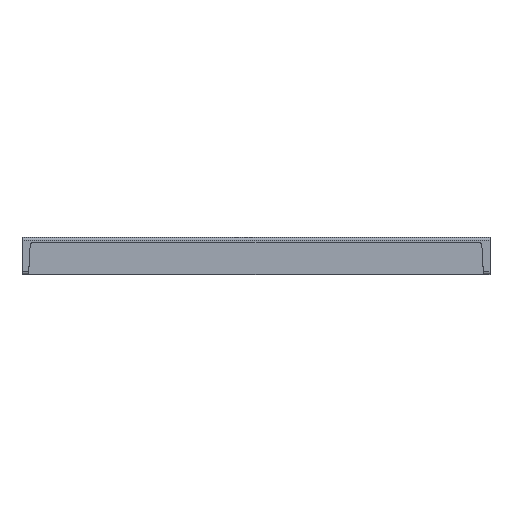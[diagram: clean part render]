
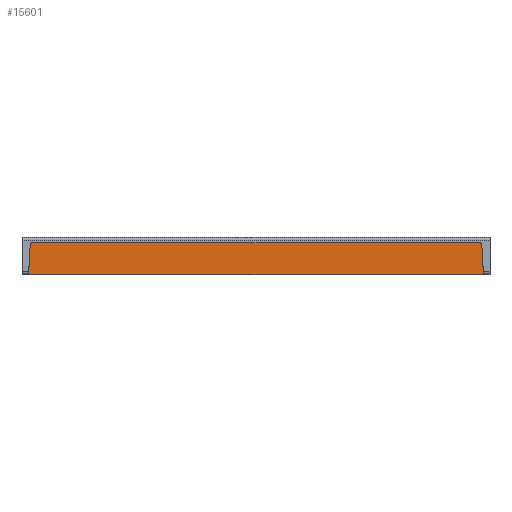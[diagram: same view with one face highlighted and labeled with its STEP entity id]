
A CAD part, top view. The second image highlights one B-rep face of the part: STEP entity #15601.
In plain terms, the highlighted planar face has unit normal (0, 0, 1).
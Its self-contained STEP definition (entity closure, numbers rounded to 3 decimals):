
#15537=AXIS2_PLACEMENT_3D('Circle Axis2P3D',#15535,#15536,$) ;
#15581=AXIS2_PLACEMENT_3D('Plane Axis2P3D',#15578,#15579,#15580) ;
#15585=AXIS2_PLACEMENT_3D('Circle Axis2P3D',#15583,#15584,$) ;
#14983=CARTESIAN_POINT('Line Origine',(14.7,0.,27.752)) ;
#14987=CARTESIAN_POINT('Vertex',(11.65,0.,27.752)) ;
#14989=CARTESIAN_POINT('Vertex',(17.75,0.,27.752)) ;
#14992=CARTESIAN_POINT('Line Origine',(8.6,0.,27.752)) ;
#14996=CARTESIAN_POINT('Vertex',(5.55,0.,27.752)) ;
#14999=CARTESIAN_POINT('Line Origine',(3.025,0.,27.752)) ;
#15003=CARTESIAN_POINT('Vertex',(0.5,0.,27.752)) ;
#15038=CARTESIAN_POINT('Vertex',(35.,0.,27.752)) ;
#15041=CARTESIAN_POINT('Line Origine',(32.475,0.,27.752)) ;
#15045=CARTESIAN_POINT('Vertex',(29.95,0.,27.752)) ;
#15048=CARTESIAN_POINT('Line Origine',(26.9,0.,27.752)) ;
#15052=CARTESIAN_POINT('Vertex',(23.85,0.,27.752)) ;
#15055=CARTESIAN_POINT('Line Origine',(20.8,0.,27.752)) ;
#15238=CARTESIAN_POINT('Vertex',(34.884,2.21,27.752)) ;
#15241=CARTESIAN_POINT('Line Origine',(34.942,1.105,27.752)) ;
#15300=CARTESIAN_POINT('Line Origine',(0.558,1.105,27.752)) ;
#15304=CARTESIAN_POINT('Vertex',(0.616,2.21,27.752)) ;
#15527=CARTESIAN_POINT('Vertex',(0.816,2.4,27.752)) ;
#15535=CARTESIAN_POINT('Axis2P3D Location',(0.816,2.2,27.752)) ;
#15559=CARTESIAN_POINT('Line Origine',(17.75,2.4,27.752)) ;
#15563=CARTESIAN_POINT('Vertex',(34.684,2.4,27.752)) ;
#15578=CARTESIAN_POINT('Axis2P3D Location',(2.5,1.4,27.752)) ;
#15583=CARTESIAN_POINT('Axis2P3D Location',(34.684,2.2,27.752)) ;
#14984=DIRECTION('Vector Direction',(1.,0.,0.)) ;
#14993=DIRECTION('Vector Direction',(1.,0.,0.)) ;
#15000=DIRECTION('Vector Direction',(1.,0.,0.)) ;
#15042=DIRECTION('Vector Direction',(1.,0.,0.)) ;
#15049=DIRECTION('Vector Direction',(1.,0.,0.)) ;
#15056=DIRECTION('Vector Direction',(1.,0.,0.)) ;
#15242=DIRECTION('Vector Direction',(-0.052,0.999,0.)) ;
#15301=DIRECTION('Vector Direction',(0.052,0.999,0.)) ;
#15536=DIRECTION('Axis2P3D Direction',(0.,0.,1.)) ;
#15560=DIRECTION('Vector Direction',(-1.,0.,0.)) ;
#15579=DIRECTION('Axis2P3D Direction',(0.,0.,1.)) ;
#15580=DIRECTION('Axis2P3D XDirection',(1.,0.,0.)) ;
#15584=DIRECTION('Axis2P3D Direction',(0.,0.,1.)) ;
#14985=VECTOR('Line Direction',#14984,1.) ;
#14994=VECTOR('Line Direction',#14993,1.) ;
#15001=VECTOR('Line Direction',#15000,1.) ;
#15043=VECTOR('Line Direction',#15042,1.) ;
#15050=VECTOR('Line Direction',#15049,1.) ;
#15057=VECTOR('Line Direction',#15056,1.) ;
#15243=VECTOR('Line Direction',#15242,1.) ;
#15302=VECTOR('Line Direction',#15301,1.) ;
#15561=VECTOR('Line Direction',#15560,1.) ;
#15589=ORIENTED_EDGE('',*,*,#15059,.T.) ;
#15590=ORIENTED_EDGE('',*,*,#15054,.T.) ;
#15591=ORIENTED_EDGE('',*,*,#15047,.T.) ;
#15592=ORIENTED_EDGE('',*,*,#15245,.F.) ;
#15593=ORIENTED_EDGE('',*,*,#15587,.F.) ;
#15594=ORIENTED_EDGE('',*,*,#15565,.F.) ;
#15595=ORIENTED_EDGE('',*,*,#15539,.T.) ;
#15596=ORIENTED_EDGE('',*,*,#15306,.T.) ;
#15597=ORIENTED_EDGE('',*,*,#15005,.T.) ;
#15598=ORIENTED_EDGE('',*,*,#14998,.T.) ;
#15599=ORIENTED_EDGE('',*,*,#14991,.T.) ;
#15601=ADVANCED_FACE('ZQV_KU',(#15600),#15582,.T.) ;
#15538=CIRCLE('generated circle',#15537,0.2) ;
#15586=CIRCLE('generated circle',#15585,0.2) ;
#14991=EDGE_CURVE('',#14988,#14990,#14986,.T.) ;
#14998=EDGE_CURVE('',#14997,#14988,#14995,.T.) ;
#15005=EDGE_CURVE('',#15004,#14997,#15002,.T.) ;
#15047=EDGE_CURVE('',#15046,#15039,#15044,.T.) ;
#15054=EDGE_CURVE('',#15053,#15046,#15051,.T.) ;
#15059=EDGE_CURVE('',#14990,#15053,#15058,.T.) ;
#15245=EDGE_CURVE('',#15239,#15039,#15244,.F.) ;
#15306=EDGE_CURVE('',#15305,#15004,#15303,.F.) ;
#15539=EDGE_CURVE('',#15528,#15305,#15538,.T.) ;
#15565=EDGE_CURVE('',#15528,#15564,#15562,.F.) ;
#15587=EDGE_CURVE('',#15564,#15239,#15586,.F.) ;
#15588=EDGE_LOOP('',(#15589,#15590,#15591,#15592,#15593,#15594,#15595,#15596,#15597,#15598,#15599)) ;
#15600=FACE_OUTER_BOUND('',#15588,.T.) ;
#14986=LINE('Line',#14983,#14985) ;
#14995=LINE('Line',#14992,#14994) ;
#15002=LINE('Line',#14999,#15001) ;
#15044=LINE('Line',#15041,#15043) ;
#15051=LINE('Line',#15048,#15050) ;
#15058=LINE('Line',#15055,#15057) ;
#15244=LINE('Line',#15241,#15243) ;
#15303=LINE('Line',#15300,#15302) ;
#15562=LINE('Line',#15559,#15561) ;
#15582=PLANE('',#15581) ;
#14988=VERTEX_POINT('',#14987) ;
#14990=VERTEX_POINT('',#14989) ;
#14997=VERTEX_POINT('',#14996) ;
#15004=VERTEX_POINT('',#15003) ;
#15039=VERTEX_POINT('',#15038) ;
#15046=VERTEX_POINT('',#15045) ;
#15053=VERTEX_POINT('',#15052) ;
#15239=VERTEX_POINT('',#15238) ;
#15305=VERTEX_POINT('',#15304) ;
#15528=VERTEX_POINT('',#15527) ;
#15564=VERTEX_POINT('',#15563) ;
